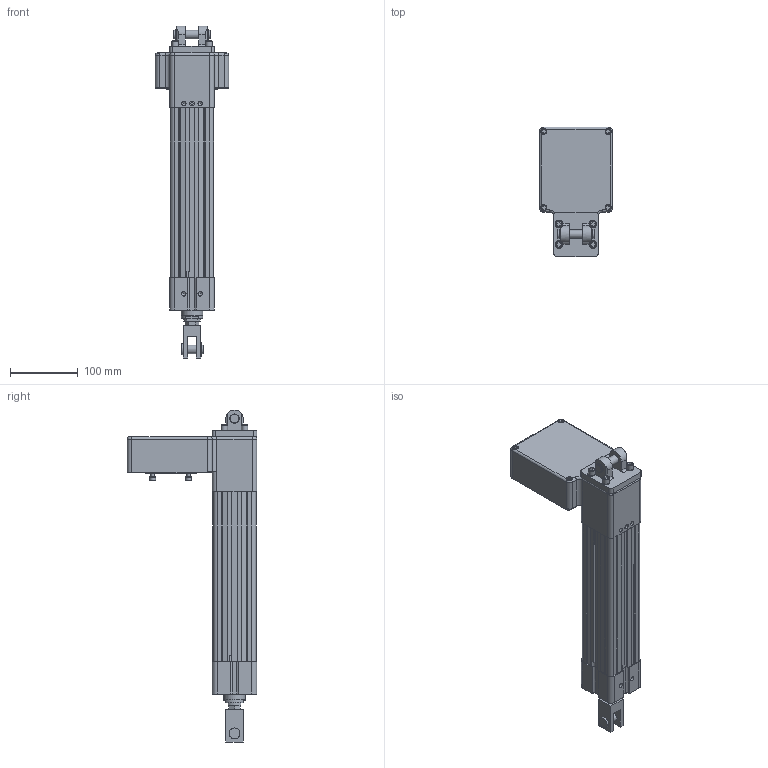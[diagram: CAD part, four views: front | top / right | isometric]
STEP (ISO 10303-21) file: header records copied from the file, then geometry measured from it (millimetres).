
FILE_DESCRIPTION (( 'STEP AP203' ), '1' );
FILE_NAME ('RS-477070-1.step', '2024-12-18T15:07:11', ( '' ), ( '' ), 'SwSTEP 2.0', 'SolidWorks 2024', '' );
FILE_SCHEMA (( 'CONFIG_CONTROL_DESIGN' ));
Length unit declared in the file: inch
Products named in the file (7): tempJoin7_83169035_RS-477070-1; 11249029_RS-477070-1; temp3_11321783_RS-477070-1_YMH-RP; RS-477070-1; tempJoin0_11329097_RS-477070-1; tempJoin0_11329104_RS-477070-1; Base_RS-477070-1
Assembly tree (6 placements, depth 2):
  RS-477070-1
    11249029_RS-477070-1
    tempJoin0_11329097_RS-477070-1
    temp3_11321783_RS-477070-1_YMH-RP
    tempJoin7_83169035_RS-477070-1
    tempJoin0_11329104_RS-477070-1
    Base_RS-477070-1
Bounding box: 107.95 x 190.88 x 489.43 mm (x, y, z)
Volume: 1632805.1 mm3; surface area: 370799.2 mm2
Topology: 16 solids, 35 shells, 1026 faces, 2451 edges, 1590 vertices
Faces by surface type: plane 624, cylinder 306, cone 79, torus 16, bspline 1
Full cylindrical faces by diameter (mm): 3.967 x1, 4.2 x8, 4.826 x1, 4.978 x4, 5 x8, 5.105 x4, 5.382 x4, 5.486 x4, 5.61 x4, 6 x6, 6.147 x2, 6.35 x12, 6.477 x4, 6.528 x4, 7.112 x4, 7.14 x2, 7.925 x1, 8.331 x1, 8.5 x8, 9.144 x4, 9.525 x4, 9.754 x4, 9.921 x4, 10 x6, 10.16 x4, 10.668 x2, 11.1 x2, 11.112 x1, 11.113 x1, 11.176 x4
Entity records: 29314 total; most frequent: CARTESIAN_POINT 5625, DIRECTION 4934, ORIENTED_EDGE 4270, EDGE_CURVE 2135, AXIS2_PLACEMENT_3D 1857, VERTEX_POINT 1488, EDGE_LOOP 1399, VECTOR 1220
